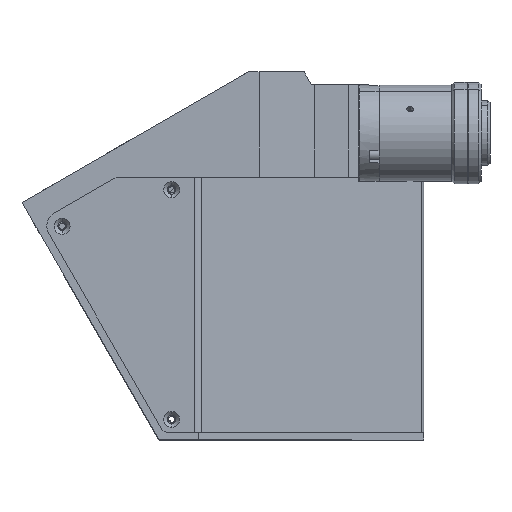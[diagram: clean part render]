
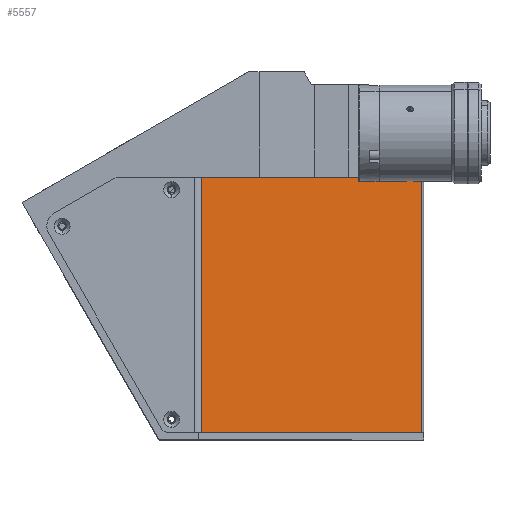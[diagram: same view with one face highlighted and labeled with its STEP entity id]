
A CAD part, top view. The second image highlights one B-rep face of the part: STEP entity #5557.
In plain terms, the highlighted planar face has unit normal (0.707, 0, 0.707).
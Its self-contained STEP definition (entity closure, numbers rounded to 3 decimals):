
#533 = EDGE_CURVE ( 'NONE', #4854, #7521, #4179, .T. ) ;
#766 = CARTESIAN_POINT ( 'NONE',  ( 60.828, 41.5, 258.052 ) ) ;
#989 = CARTESIAN_POINT ( 'NONE',  ( -25.615, -59., 344.496 ) ) ;
#1128 = DIRECTION ( 'NONE',  ( -0.707, 0., 0.707 ) ) ;
#1255 = DIRECTION ( 'NONE',  ( 0., -1., 0. ) ) ;
#1300 = VECTOR ( 'NONE', #3675, 1000. ) ;
#1574 = VECTOR ( 'NONE', #1255, 1000. ) ;
#2637 = DIRECTION ( 'NONE',  ( 0.707, 0., 0.707 ) ) ;
#3202 = ORIENTED_EDGE ( 'NONE', *, *, #9100, .F. ) ;
#3216 = LINE ( 'NONE', #3736, #1300 ) ;
#3675 = DIRECTION ( 'NONE',  ( 0.707, 0., -0.707 ) ) ;
#3736 = CARTESIAN_POINT ( 'NONE',  ( 61.414, -59., 257.466 ) ) ;
#3867 = ORIENTED_EDGE ( 'NONE', *, *, #9130, .F. ) ;
#4179 = LINE ( 'NONE', #7413, #8400 ) ;
#4405 = DIRECTION ( 'NONE',  ( 0., 1., 0. ) ) ;
#4580 = CARTESIAN_POINT ( 'NONE',  ( 60.828, -59., 258.052 ) ) ;
#4786 = EDGE_CURVE ( 'NONE', #4854, #6708, #3216, .T. ) ;
#4854 = VERTEX_POINT ( 'NONE', #989 ) ;
#5000 = VECTOR ( 'NONE', #6446, 1000. ) ;
#5231 = LINE ( 'NONE', #5863, #5000 ) ;
#5388 = CARTESIAN_POINT ( 'NONE',  ( 61.414, -277.546, 257.466 ) ) ;
#5418 = ORIENTED_EDGE ( 'NONE', *, *, #533, .F. ) ;
#5557 = ADVANCED_FACE ( 'NONE', ( #7222 ), #7531, .T. ) ;
#5561 = EDGE_LOOP ( 'NONE', ( #7678, #3202, #3867, #5418 ) ) ;
#5768 = AXIS2_PLACEMENT_3D ( 'NONE', #5388, #2637, #1128 ) ;
#5801 = VERTEX_POINT ( 'NONE', #766 ) ;
#5863 = CARTESIAN_POINT ( 'NONE',  ( 61.414, 41.5, 257.466 ) ) ;
#6446 = DIRECTION ( 'NONE',  ( 0.707, 0., -0.707 ) ) ;
#6708 = VERTEX_POINT ( 'NONE', #4580 ) ;
#7222 = FACE_OUTER_BOUND ( 'NONE', #5561, .T. ) ;
#7240 = CARTESIAN_POINT ( 'NONE',  ( -25.615, 41.5, 344.496 ) ) ;
#7413 = CARTESIAN_POINT ( 'NONE',  ( -25.615, -277.546, 344.496 ) ) ;
#7521 = VERTEX_POINT ( 'NONE', #7240 ) ;
#7531 = PLANE ( 'NONE',  #5768 ) ;
#7678 = ORIENTED_EDGE ( 'NONE', *, *, #4786, .T. ) ;
#7738 = LINE ( 'NONE', #8646, #1574 ) ;
#8400 = VECTOR ( 'NONE', #4405, 1000. ) ;
#8646 = CARTESIAN_POINT ( 'NONE',  ( 60.828, -277.546, 258.052 ) ) ;
#9100 = EDGE_CURVE ( 'NONE', #5801, #6708, #7738, .T. ) ;
#9130 = EDGE_CURVE ( 'NONE', #7521, #5801, #5231, .T. ) ;
